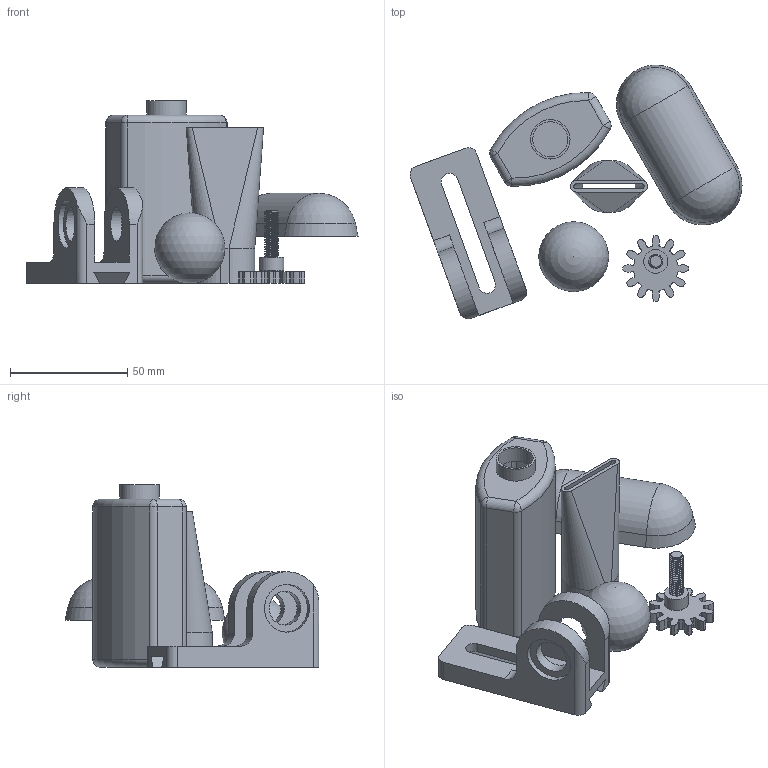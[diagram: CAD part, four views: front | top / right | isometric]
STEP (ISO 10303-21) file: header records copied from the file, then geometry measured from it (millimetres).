
FILE_DESCRIPTION(('Open CASCADE Model'),'2;1');
FILE_NAME('Open CASCADE Shape Model','2025-06-17T22:26:41',('Author'),( 'Open CASCADE'),'Open CASCADE STEP processor 7.8','build123d', 'Unknown');
FILE_SCHEMA(('AUTOMOTIVE_DESIGN { 1 0 10303 214 1 1 1 1 }'));
Length unit declared in the file: millimetre
Products named in the file (14): ASSEMBLY; sphere; SOLID; gear; screw; bracket; bottle; light_cap; sleeve
Assembly tree (13 placements, depth 3):
  ASSEMBLY
    sphere
      SOLID
    gear
      SOLID
    screw
    bracket
      SOLID
    bottle
      SOLID
    light_cap
      SOLID
    sleeve
      SOLID
Bounding box: 141.68 x 108.34 x 77.9 mm (x, y, z)
Volume: 70431.4 mm3; surface area: 57829.5 mm2
Topology: 7 solids, 7 shells, 442 faces, 1137 edges, 695 vertices
Faces by surface type: bspline 191, cylinder 115, plane 76, extrusion 24, sphere 21, torus 11, cone 4
Full cylindrical faces by diameter (mm): 4.917 x20, 10.22 x1, 14.4 x2, 15 x1, 16.8 x1, 20.4 x2
Entity records: 49047 total; most frequent: CARTESIAN_POINT 29226, DIRECTION 2852, ORIENTED_EDGE 2228, PCURVE 2228, DEFINITIONAL_REPRESENTATION 2228, VECTOR 1818, LINE 1794, EDGE_CURVE 1114
